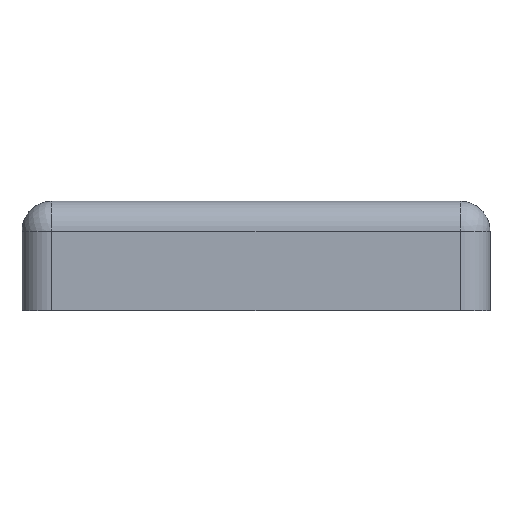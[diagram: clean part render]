
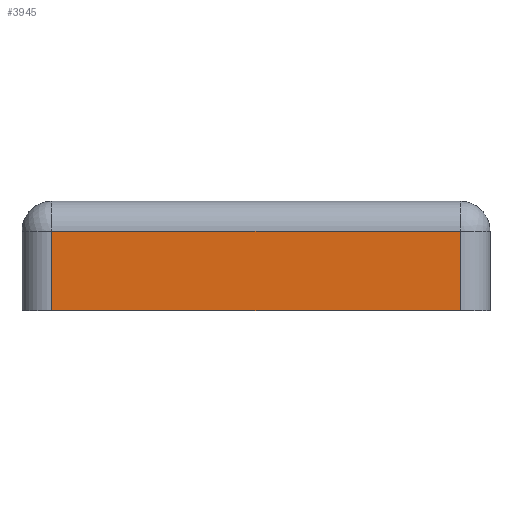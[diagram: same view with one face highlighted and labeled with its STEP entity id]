
A CAD part, front view. The second image highlights one B-rep face of the part: STEP entity #3945.
In plain terms, the highlighted planar face has unit normal (0, -1, 0).
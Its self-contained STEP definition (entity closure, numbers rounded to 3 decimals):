
#369=FACE_OUTER_BOUND('',#610,.T.);
#610=EDGE_LOOP('',(#3340,#3341,#3342,#3343));
#993=LINE('',#6832,#1375);
#998=LINE('',#6864,#1380);
#1000=LINE('',#6870,#1382);
#1001=LINE('',#6871,#1383);
#1375=VECTOR('',#4694,41.);
#1380=VECTOR('',#4735,8.);
#1382=VECTOR('',#4741,8.);
#1383=VECTOR('',#4742,41.);
#1877=VERTEX_POINT('',#6829);
#1878=VERTEX_POINT('',#6831);
#1887=VERTEX_POINT('',#6863);
#1889=VERTEX_POINT('',#6869);
#2382=EDGE_CURVE('',#1877,#1878,#993,.T.);
#2398=EDGE_CURVE('',#1878,#1887,#998,.T.);
#2401=EDGE_CURVE('',#1877,#1889,#1000,.T.);
#2402=EDGE_CURVE('',#1887,#1889,#1001,.T.);
#3340=ORIENTED_EDGE('',*,*,#2382,.F.);
#3341=ORIENTED_EDGE('',*,*,#2401,.T.);
#3342=ORIENTED_EDGE('',*,*,#2402,.F.);
#3343=ORIENTED_EDGE('',*,*,#2398,.F.);
#3741=PLANE('',#4127);
#3945=ADVANCED_FACE('',(#369),#3741,.T.);
#4127=AXIS2_PLACEMENT_3D('',#6868,#4739,#4740);
#4694=DIRECTION('',(1.,0.,0.));
#4735=DIRECTION('',(0.,0.,-1.));
#4739=DIRECTION('center_axis',(0.,-1.,0.));
#4740=DIRECTION('ref_axis',(1.,0.,0.));
#4741=DIRECTION('',(0.,0.,-1.));
#4742=DIRECTION('',(-1.,0.,0.));
#6829=CARTESIAN_POINT('',(-20.5,-23.5,-1.));
#6831=CARTESIAN_POINT('',(20.5,-23.5,-1.));
#6832=CARTESIAN_POINT('',(-10.25,-23.5,-1.));
#6863=CARTESIAN_POINT('',(20.5,-23.5,-9.));
#6864=CARTESIAN_POINT('',(20.5,-23.5,0.));
#6868=CARTESIAN_POINT('Origin',(-20.5,-23.5,0.));
#6869=CARTESIAN_POINT('',(-20.5,-23.5,-9.));
#6870=CARTESIAN_POINT('',(-20.5,-23.5,0.));
#6871=CARTESIAN_POINT('',(20.5,-23.5,-9.));
